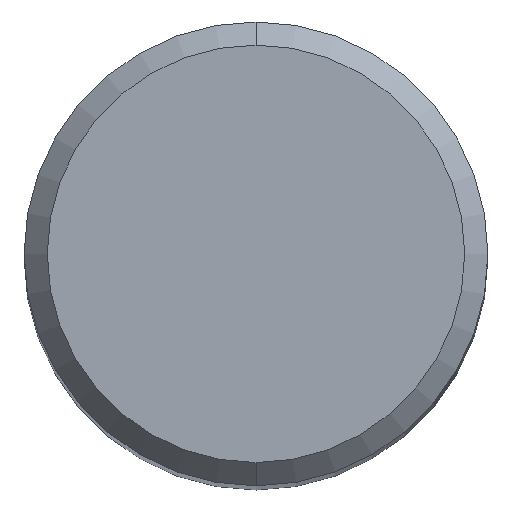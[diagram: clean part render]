
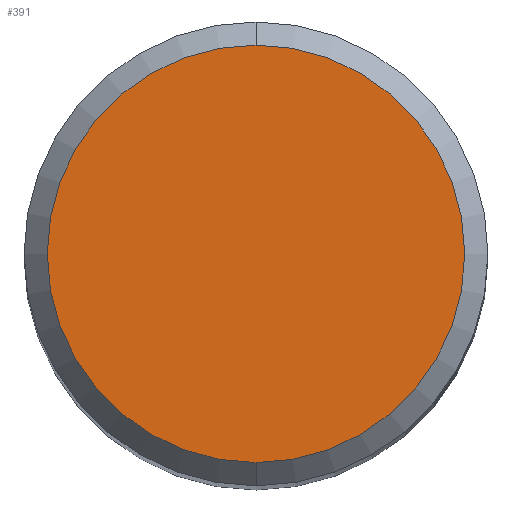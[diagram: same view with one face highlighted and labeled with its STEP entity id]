
A CAD part, top view. The second image highlights one B-rep face of the part: STEP entity #391.
In plain terms, the highlighted planar face has unit normal (0, 0, 1).
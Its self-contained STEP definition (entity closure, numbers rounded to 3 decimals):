
#391=ADVANCED_FACE('',(#1018),#1019,.T.);
#425=VERTEX_POINT('',#1057);
#449=EDGE_CURVE('',#425,#631,#1084,.T.);
#631=VERTEX_POINT('',#1277);
#665=EDGE_CURVE('',#631,#425,#1313,.T.);
#1018=FACE_OUTER_BOUND('',#1997,.T.);
#1019=PLANE('',#1998);
#1057=CARTESIAN_POINT('',(0.0,4.5,0.0));
#1084=CIRCLE('',#2238,4.5);
#1277=CARTESIAN_POINT('',(0.,-4.5,0.0));
#1313=CIRCLE('',#5129,4.5);
#1997=EDGE_LOOP('',(#9627,#9628));
#1998=AXIS2_PLACEMENT_3D('',#9629,#9630,#9631);
#2238=AXIS2_PLACEMENT_3D('',#9699,#9700,#9701);
#5129=AXIS2_PLACEMENT_3D('',#9872,#9873,#9874);
#9627=ORIENTED_EDGE('',*,*,#449,.F.);
#9628=ORIENTED_EDGE('',*,*,#665,.F.);
#9629=CARTESIAN_POINT('',(0.0,2.25,0.0));
#9630=DIRECTION('',(-0.0,0.0,1.0));
#9631=DIRECTION('',(0.0,-1.0,0.0));
#9699=CARTESIAN_POINT('',(0.0,0.0,0.0));
#9700=DIRECTION('',(0.0,0.0,-1.0));
#9701=DIRECTION('',(0.0,1.0,0.0));
#9872=CARTESIAN_POINT('',(0.0,0.0,0.0));
#9873=DIRECTION('',(0.0,0.0,-1.0));
#9874=DIRECTION('',(0.0,1.0,0.0));
